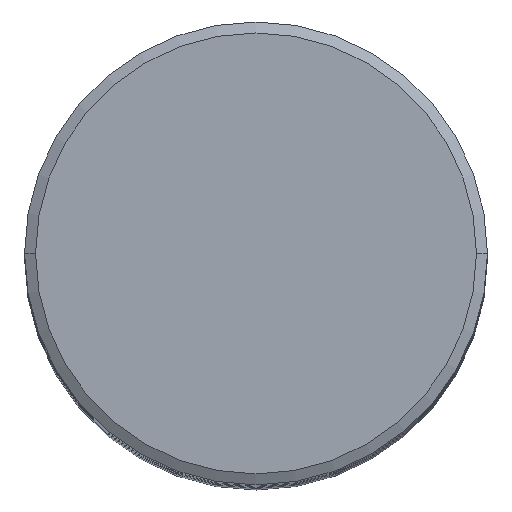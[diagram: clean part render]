
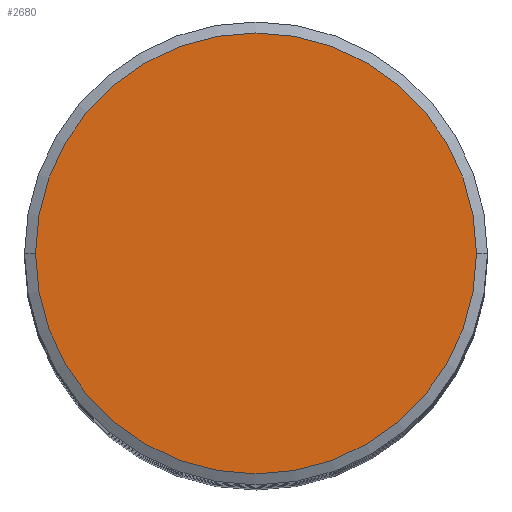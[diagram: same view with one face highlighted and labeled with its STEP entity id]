
A CAD part, top view. The second image highlights one B-rep face of the part: STEP entity #2680.
In plain terms, the highlighted planar face has unit normal (0, 0, 1).
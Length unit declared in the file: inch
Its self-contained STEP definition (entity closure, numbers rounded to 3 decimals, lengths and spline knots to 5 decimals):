
#190 = EDGE_CURVE ( 'NONE', #632, #3465, #2075, .T. ) ;
#587 = DIRECTION ( 'NONE',  ( 0., 0., 1. ) ) ;
#632 = VERTEX_POINT ( 'NONE', #3354 ) ;
#875 = DIRECTION ( 'NONE',  ( 1., 0., 0. ) ) ;
#879 = DIRECTION ( 'NONE',  ( 0., 0., -1. ) ) ;
#1440 = PLANE ( 'NONE',  #3455 ) ;
#1467 = CARTESIAN_POINT ( 'NONE',  ( 0., 0., 9.98031 ) ) ;
#1489 = DIRECTION ( 'NONE',  ( -1., 0., 0. ) ) ;
#1656 = CIRCLE ( 'NONE', #2194, 0.75 ) ;
#1752 = ORIENTED_EDGE ( 'NONE', *, *, #190, .F. ) ;
#1997 = CARTESIAN_POINT ( 'NONE',  ( 0.75, 0., 9.98031 ) ) ;
#2002 = EDGE_LOOP ( 'NONE', ( #1752, #3771 ) ) ;
#2075 = CIRCLE ( 'NONE', #2261, 0.75 ) ;
#2194 = AXIS2_PLACEMENT_3D ( 'NONE', #2243, #3156, #2296 ) ;
#2243 = CARTESIAN_POINT ( 'NONE',  ( 0., 0., 9.98031 ) ) ;
#2261 = AXIS2_PLACEMENT_3D ( 'NONE', #1467, #879, #1489 ) ;
#2296 = DIRECTION ( 'NONE',  ( -1., 0., 0. ) ) ;
#2456 = EDGE_CURVE ( 'NONE', #3465, #632, #1656, .T. ) ;
#2680 = ADVANCED_FACE ( 'NONE', ( #2960 ), #1440, .T. ) ;
#2693 = CARTESIAN_POINT ( 'NONE',  ( 0.75, 0., 9.98031 ) ) ;
#2960 = FACE_OUTER_BOUND ( 'NONE', #2002, .T. ) ;
#3156 = DIRECTION ( 'NONE',  ( 0., 0., -1. ) ) ;
#3354 = CARTESIAN_POINT ( 'NONE',  ( -0.75, 0., 9.98031 ) ) ;
#3455 = AXIS2_PLACEMENT_3D ( 'NONE', #1997, #587, #875 ) ;
#3465 = VERTEX_POINT ( 'NONE', #2693 ) ;
#3771 = ORIENTED_EDGE ( 'NONE', *, *, #2456, .F. ) ;
